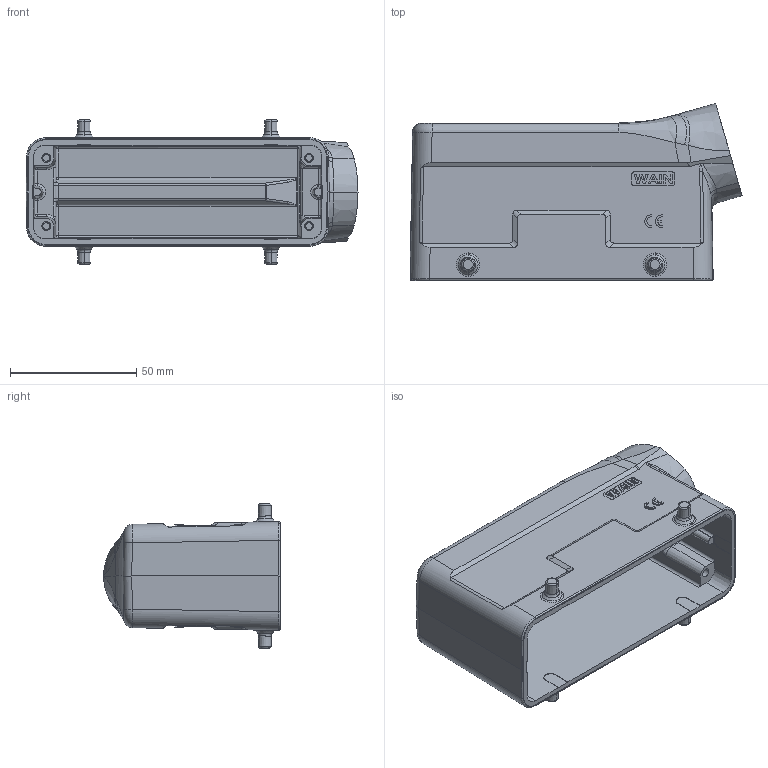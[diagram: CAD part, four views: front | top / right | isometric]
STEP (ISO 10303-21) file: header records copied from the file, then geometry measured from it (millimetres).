
FILE_DESCRIPTION(/* description */ (''),/* implementation_level */ '2;1');
FILE_NAME(/* name */ '3D_1121245301002_W24B-MSE-4B-PG21_V1.1.stp',/* time_stamp */ '2023-12-05T18:37:10+08:00',/* author */ (''),/* organization */ (''),/* preprocessor_version */ 'ST-DEVELOPER v18.1',/* originating_system */ 'SIEMENS PLM Software NX 1980',/* authorisation */ '');
FILE_SCHEMA (('AP203_CONFIGURATION_CONTROLLED_3D_DESIGN_OF_MECHANICAL_PARTS_AND_ASSEMBLIES_MIM_LF { 1 0 10303 403 2 1 2}'));
Length unit declared in the file: millimetre
Products named in the file (1): temp
Bounding box: 131.4 x 70.04 x 57 mm (x, y, z)
Volume: 76510.6 mm3; surface area: 48282.3 mm2
Topology: 3 solids, 3 shells, 435 faces, 1078 edges, 676 vertices
Faces by surface type: plane 207, cylinder 119, torus 36, bspline 30, cone 29, sphere 14
Entity records: 15992 total; most frequent: CARTESIAN_POINT 6007, ORIENTED_EDGE 2156, DIRECTION 1742, EDGE_CURVE 1078, VERTEX_POINT 676, LINE 598, VECTOR 598, AXIS2_PLACEMENT_3D 572
